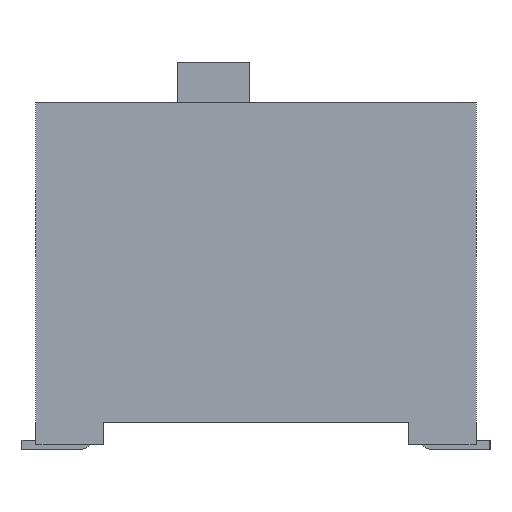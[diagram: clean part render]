
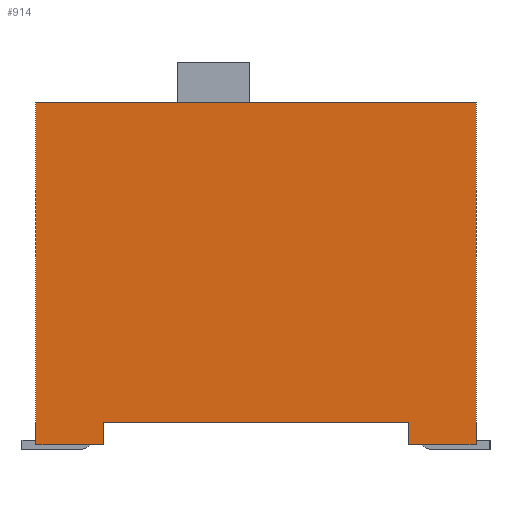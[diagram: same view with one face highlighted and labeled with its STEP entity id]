
A CAD part, left-side view. The second image highlights one B-rep face of the part: STEP entity #914.
In plain terms, the highlighted planar face has unit normal (-1, 0, 0).
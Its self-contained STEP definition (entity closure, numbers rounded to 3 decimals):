
#13=DIRECTION('',(0.,0.,1.));
#34=VECTOR('',#13,1.);
#56=CARTESIAN_POINT('',(-16.33,-4.89,0.1));
#58=DIRECTION('',(1.,0.,0.));
#119=VECTOR('',#120,1.);
#120=DIRECTION('',(0.,-1.,0.));
#123=VERTEX_POINT('',#124);
#124=CARTESIAN_POINT('',(-16.33,-3.39,0.6));
#127=ORIENTED_EDGE('',*,*,#128,.F.);
#128=EDGE_CURVE('',#129,#123,#131,.T.);
#129=VERTEX_POINT('',#130);
#130=CARTESIAN_POINT('',(-16.33,3.39,0.6));
#131=LINE('',#132,#119);
#132=CARTESIAN_POINT('',(-16.33,2.445,0.6));
#783=VERTEX_POINT('',#56);
#787=EDGE_CURVE('',#783,#788,#790,.T.);
#788=VERTEX_POINT('',#789);
#789=CARTESIAN_POINT('',(-16.33,-4.89,7.7));
#790=LINE('',#56,#34);
#865=VERTEX_POINT('',#866);
#866=CARTESIAN_POINT('',(-16.33,4.89,7.7));
#869=EDGE_CURVE('',#870,#865,#872,.T.);
#870=VERTEX_POINT('',#871);
#871=CARTESIAN_POINT('',(-16.33,4.89,0.1));
#872=LINE('',#871,#34);
#894=VECTOR('',#895,1.);
#895=DIRECTION('',(0.,0.,-1.));
#903=VERTEX_POINT('',#904);
#904=CARTESIAN_POINT('',(-16.33,3.39,0.1));
#909=ORIENTED_EDGE('',*,*,#910,.T.);
#910=EDGE_CURVE('',#129,#903,#911,.T.);
#911=LINE('',#904,#894);
#914=ADVANCED_FACE('',(#915),#932,.F.);
#915=FACE_BOUND('',#916,.F.);
#916=EDGE_LOOP('',(#917,#920,#921,#924,#925,#929,#127,#909));
#917=ORIENTED_EDGE('',*,*,#918,.F.);
#918=EDGE_CURVE('',#870,#903,#919,.T.);
#919=LINE('',#871,#119);
#920=ORIENTED_EDGE('',*,*,#869,.T.);
#921=ORIENTED_EDGE('',*,*,#922,.T.);
#922=EDGE_CURVE('',#865,#788,#923,.T.);
#923=LINE('',#866,#119);
#924=ORIENTED_EDGE('',*,*,#787,.F.);
#925=ORIENTED_EDGE('',*,*,#926,.F.);
#926=EDGE_CURVE('',#927,#783,#919,.T.);
#927=VERTEX_POINT('',#928);
#928=CARTESIAN_POINT('',(-16.33,-3.39,0.1));
#929=ORIENTED_EDGE('',*,*,#930,.T.);
#930=EDGE_CURVE('',#927,#123,#931,.T.);
#931=LINE('',#928,#34);
#932=PLANE('',#933);
#933=AXIS2_PLACEMENT_3D('',#871,#58,#120);
